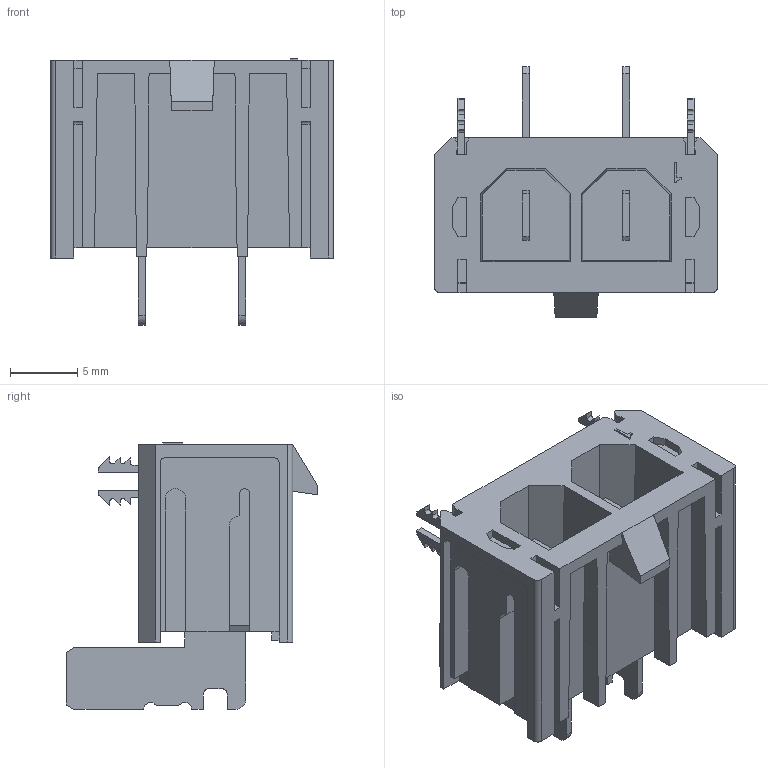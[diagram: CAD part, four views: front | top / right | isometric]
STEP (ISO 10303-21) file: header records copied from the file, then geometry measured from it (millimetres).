
FILE_DESCRIPTION((''),'2;1');
FILE_NAME('1720430206','2015-09-10T',('me'),(''),'PRO/ENGINEER BY PARAMETRIC TECHNOLOGY CORPORATION, 2011490','PRO/ENGINEER BY PARAMETRIC TECHNOLOGY CORPORATION, 2011490','');
FILE_SCHEMA(('CONFIG_CONTROL_DESIGN'));
Length unit declared in the file: millimetre
Products named in the file (1): 1720430206
Bounding box: 21.08 x 18.72 x 19.88 mm (x, y, z)
Volume: 1800.3 mm3; surface area: 2901.3 mm2
Topology: 1 solids, 1 shells, 385 faces, 1104 edges, 734 vertices
Faces by surface type: plane 275, cylinder 78, torus 32
Entity records: 12577 total; most frequent: CARTESIAN_POINT 2212, ORIENTED_EDGE 2184, DIRECTION 2112, EDGE_CURVE 1092, VECTOR 868, LINE 868, VERTEX_POINT 722, AXIS2_PLACEMENT_3D 622
